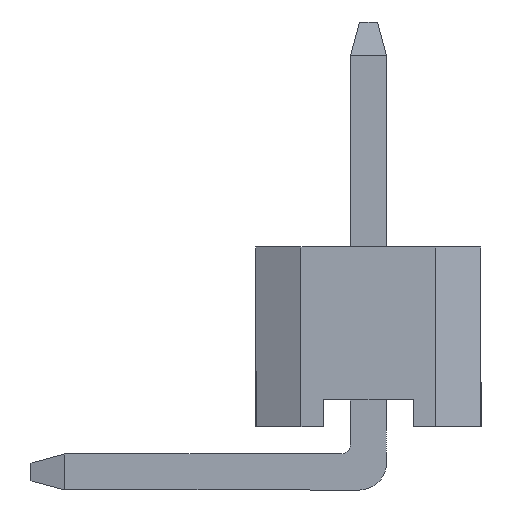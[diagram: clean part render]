
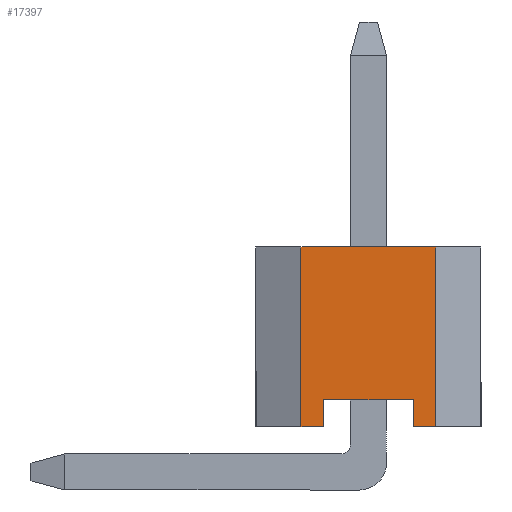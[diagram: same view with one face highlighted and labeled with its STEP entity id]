
A CAD part, left-side view. The second image highlights one B-rep face of the part: STEP entity #17397.
In plain terms, the highlighted planar face has unit normal (-1, 0, 0).
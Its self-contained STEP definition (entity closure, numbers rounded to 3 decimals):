
#167 = ORIENTED_EDGE ( 'NONE', *, *, #13332, .F. ) ;
#416 = DIRECTION ( 'NONE',  ( 0., -1., 0. ) ) ;
#770 = EDGE_CURVE ( 'NONE', #5623, #4224, #9175, .T. ) ;
#1492 = CARTESIAN_POINT ( 'NONE',  ( -31.75, -1.25, 0. ) ) ;
#1609 = ORIENTED_EDGE ( 'NONE', *, *, #17185, .T. ) ;
#1791 = VECTOR ( 'NONE', #12511, 1000. ) ;
#3742 = VECTOR ( 'NONE', #16719, 1000. ) ;
#3812 = CARTESIAN_POINT ( 'NONE',  ( -31.75, 0.75, 0. ) ) ;
#3894 = VECTOR ( 'NONE', #416, 1000. ) ;
#3940 = DIRECTION ( 'NONE',  ( 0., -1., 0. ) ) ;
#4224 = VERTEX_POINT ( 'NONE', #6922 ) ;
#4983 = CARTESIAN_POINT ( 'NONE',  ( -31.75, 0.5, 0. ) ) ;
#5065 = ORIENTED_EDGE ( 'NONE', *, *, #6205, .T. ) ;
#5095 = DIRECTION ( 'NONE',  ( 0., 0., -1. ) ) ;
#5112 = DIRECTION ( 'NONE',  ( 0., 0., -1. ) ) ;
#5389 = CARTESIAN_POINT ( 'NONE',  ( -31.75, -0.5, 2. ) ) ;
#5569 = ORIENTED_EDGE ( 'NONE', *, *, #6375, .T. ) ;
#5623 = VERTEX_POINT ( 'NONE', #7523 ) ;
#6174 = CARTESIAN_POINT ( 'NONE',  ( -31.75, -0.5, 0. ) ) ;
#6205 = EDGE_CURVE ( 'NONE', #11134, #8493, #10779, .T. ) ;
#6375 = EDGE_CURVE ( 'NONE', #16627, #8556, #14272, .T. ) ;
#6730 = ORIENTED_EDGE ( 'NONE', *, *, #770, .F. ) ;
#6922 = CARTESIAN_POINT ( 'NONE',  ( -31.75, -0.75, 2. ) ) ;
#7031 = VECTOR ( 'NONE', #3940, 1000. ) ;
#7118 = DIRECTION ( 'NONE',  ( 0., 0., 1. ) ) ;
#7312 = VECTOR ( 'NONE', #8348, 1000. ) ;
#7427 = ORIENTED_EDGE ( 'NONE', *, *, #9114, .T. ) ;
#7523 = CARTESIAN_POINT ( 'NONE',  ( -31.75, 0.75, 2. ) ) ;
#7538 = CARTESIAN_POINT ( 'NONE',  ( -31.75, -1.25, 0. ) ) ;
#7966 = CARTESIAN_POINT ( 'NONE',  ( -31.75, -0.5, 0.3 ) ) ;
#8138 = LINE ( 'NONE', #10965, #7031 ) ;
#8348 = DIRECTION ( 'NONE',  ( 0., -1., 0. ) ) ;
#8493 = VERTEX_POINT ( 'NONE', #6174 ) ;
#8556 = VERTEX_POINT ( 'NONE', #13384 ) ;
#8681 = CARTESIAN_POINT ( 'NONE',  ( -31.75, 0.5, 2. ) ) ;
#9114 = EDGE_CURVE ( 'NONE', #8493, #14178, #14502, .T. ) ;
#9175 = LINE ( 'NONE', #12086, #10797 ) ;
#9769 = CARTESIAN_POINT ( 'NONE',  ( -31.75, -0.75, -2. ) ) ;
#10001 = CARTESIAN_POINT ( 'NONE',  ( -31.75, -0.75, 0. ) ) ;
#10412 = DIRECTION ( 'NONE',  ( 1., 0., 0. ) ) ;
#10546 = DIRECTION ( 'NONE',  ( 0., -1., 0. ) ) ;
#10779 = LINE ( 'NONE', #5389, #13659 ) ;
#10797 = VECTOR ( 'NONE', #10546, 1000. ) ;
#10821 = AXIS2_PLACEMENT_3D ( 'NONE', #17532, #10412, #5095 ) ;
#10881 = EDGE_CURVE ( 'NONE', #11527, #16627, #11273, .T. ) ;
#10965 = CARTESIAN_POINT ( 'NONE',  ( -31.75, -1.25, 0.3 ) ) ;
#11134 = VERTEX_POINT ( 'NONE', #7966 ) ;
#11143 = LINE ( 'NONE', #9769, #1791 ) ;
#11273 = LINE ( 'NONE', #1492, #7312 ) ;
#11527 = VERTEX_POINT ( 'NONE', #3812 ) ;
#12038 = PLANE ( 'NONE',  #10821 ) ;
#12086 = CARTESIAN_POINT ( 'NONE',  ( -31.75, -1.25, 2. ) ) ;
#12511 = DIRECTION ( 'NONE',  ( 0., 0., 1. ) ) ;
#12781 = LINE ( 'NONE', #16997, #14475 ) ;
#13149 = FACE_OUTER_BOUND ( 'NONE', #14452, .T. ) ;
#13332 = EDGE_CURVE ( 'NONE', #11527, #5623, #12781, .T. ) ;
#13384 = CARTESIAN_POINT ( 'NONE',  ( -31.75, 0.5, 0.3 ) ) ;
#13659 = VECTOR ( 'NONE', #5112, 1000. ) ;
#14064 = ORIENTED_EDGE ( 'NONE', *, *, #10881, .T. ) ;
#14178 = VERTEX_POINT ( 'NONE', #10001 ) ;
#14272 = LINE ( 'NONE', #8681, #3742 ) ;
#14452 = EDGE_LOOP ( 'NONE', ( #14064, #5569, #1609, #5065, #7427, #15260, #6730, #167 ) ) ;
#14475 = VECTOR ( 'NONE', #7118, 1000. ) ;
#14502 = LINE ( 'NONE', #7538, #3894 ) ;
#15260 = ORIENTED_EDGE ( 'NONE', *, *, #16062, .T. ) ;
#16062 = EDGE_CURVE ( 'NONE', #14178, #4224, #11143, .T. ) ;
#16627 = VERTEX_POINT ( 'NONE', #4983 ) ;
#16719 = DIRECTION ( 'NONE',  ( 0., 0., 1. ) ) ;
#16997 = CARTESIAN_POINT ( 'NONE',  ( -31.75, 0.75, -2. ) ) ;
#17185 = EDGE_CURVE ( 'NONE', #8556, #11134, #8138, .T. ) ;
#17397 = ADVANCED_FACE ( 'NONE', ( #13149 ), #12038, .F. ) ;
#17532 = CARTESIAN_POINT ( 'NONE',  ( -31.75, -1.25, 2. ) ) ;
